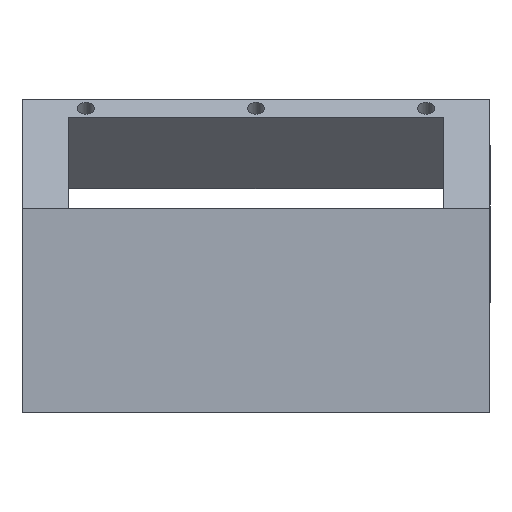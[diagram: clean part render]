
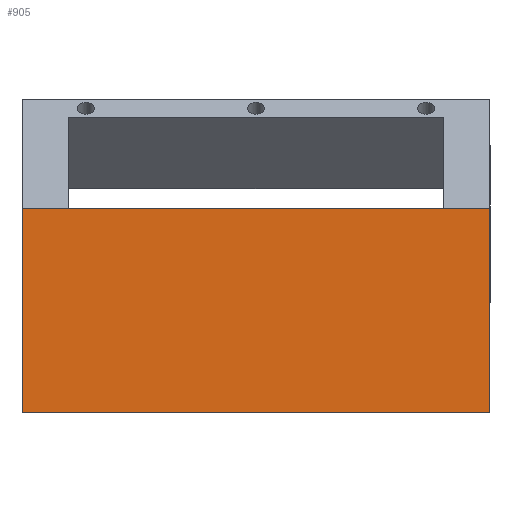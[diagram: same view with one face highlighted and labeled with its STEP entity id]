
A CAD part, left-side view. The second image highlights one B-rep face of the part: STEP entity #905.
In plain terms, the highlighted planar face has unit normal (-1, 0, 0).
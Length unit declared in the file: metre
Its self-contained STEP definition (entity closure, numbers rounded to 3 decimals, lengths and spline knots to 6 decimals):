
#149=ORIENTED_EDGE('',*,*,#365,.F.);
#150=ORIENTED_EDGE('',*,*,#343,.F.);
#151=ORIENTED_EDGE('',*,*,#366,.T.);
#152=ORIENTED_EDGE('',*,*,#367,.T.);
#343=EDGE_CURVE('',#452,#453,#540,.T.);
#365=EDGE_CURVE('',#453,#470,#552,.T.);
#366=EDGE_CURVE('',#452,#471,#553,.T.);
#367=EDGE_CURVE('',#471,#470,#554,.T.);
#452=VERTEX_POINT('',#1396);
#453=VERTEX_POINT('',#1398);
#470=VERTEX_POINT('',#1444);
#471=VERTEX_POINT('',#1446);
#540=LINE('',#1397,#617);
#552=LINE('',#1443,#629);
#553=LINE('',#1445,#630);
#554=LINE('',#1447,#631);
#617=VECTOR('',#1114,1.);
#629=VECTOR('',#1160,1.);
#630=VECTOR('',#1161,1.);
#631=VECTOR('',#1162,1.);
#682=EDGE_LOOP('',(#149,#150,#151,#152));
#783=FACE_BOUND('',#682,.T.);
#867=PLANE('',#986);
#905=ADVANCED_FACE('',(#783),#867,.T.);
#986=AXIS2_PLACEMENT_3D('',#1442,#1158,#1159);
#1114=DIRECTION('',(0.,1.,0.));
#1158=DIRECTION('',(-1.,0.,0.));
#1159=DIRECTION('',(0.,0.,1.));
#1160=DIRECTION('',(0.,0.,1.));
#1161=DIRECTION('',(0.,0.,1.));
#1162=DIRECTION('',(0.,1.,0.));
#1396=CARTESIAN_POINT('',(-0.05765,-0.055,-0.035272));
#1397=CARTESIAN_POINT('',(-0.05765,-0.055,-0.035272));
#1398=CARTESIAN_POINT('',(-0.05765,0.055,-0.035272));
#1442=CARTESIAN_POINT('',(-0.05765,-0.055,-0.011272));
#1443=CARTESIAN_POINT('',(-0.05765,0.055,-0.011272));
#1444=CARTESIAN_POINT('',(-0.05765,0.055,0.012728));
#1445=CARTESIAN_POINT('',(-0.05765,-0.055,-0.011272));
#1446=CARTESIAN_POINT('',(-0.05765,-0.055,0.012728));
#1447=CARTESIAN_POINT('',(-0.05765,-0.055,0.012728));
